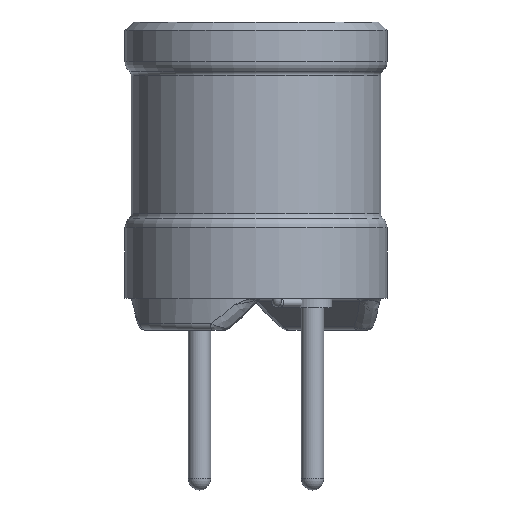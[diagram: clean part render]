
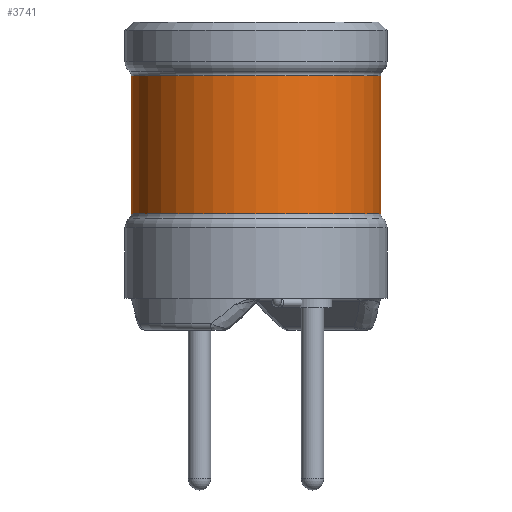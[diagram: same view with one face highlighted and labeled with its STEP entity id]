
A CAD part, front view. The second image highlights one B-rep face of the part: STEP entity #3741.
In plain terms, the highlighted cylindrical face has radius 3.9 mm (diameter 7.8 mm), a full revolution.
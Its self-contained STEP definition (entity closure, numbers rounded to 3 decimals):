
#141=CYLINDRICAL_SURFACE('',#3984,3.9);
#213=CIRCLE('',#3983,3.9);
#214=CIRCLE('',#3985,3.9);
#1143=ORIENTED_EDGE('',*,*,#1525,.T.);
#1144=ORIENTED_EDGE('',*,*,#1524,.F.);
#1524=EDGE_CURVE('',#1788,#1788,#213,.T.);
#1525=EDGE_CURVE('',#1789,#1789,#214,.T.);
#1788=VERTEX_POINT('',#9648);
#1789=VERTEX_POINT('',#9651);
#2249=EDGE_LOOP('',(#1143));
#2250=EDGE_LOOP('',(#1144));
#2495=FACE_BOUND('',#2249,.T.);
#2496=FACE_BOUND('',#2250,.T.);
#3741=ADVANCED_FACE('',(#2495,#2496),#141,.T.);
#3983=AXIS2_PLACEMENT_3D('',#9647,#4542,#4543);
#3984=AXIS2_PLACEMENT_3D('',#9649,#4544,#4545);
#3985=AXIS2_PLACEMENT_3D('',#9650,#4546,#4547);
#4542=DIRECTION('',(0.,0.,-1.));
#4543=DIRECTION('',(-1.,0.,0.));
#4544=DIRECTION('',(0.,0.,-1.));
#4545=DIRECTION('',(-1.,0.,0.));
#4546=DIRECTION('',(0.,0.,-1.));
#4547=DIRECTION('',(-1.,0.,0.));
#9647=CARTESIAN_POINT('',(0.,0.,0.447));
#9648=CARTESIAN_POINT('',(-3.9,0.,0.447));
#9649=CARTESIAN_POINT('',(0.,0.,0.));
#9650=CARTESIAN_POINT('',(0.,0.,4.753));
#9651=CARTESIAN_POINT('',(-3.9,0.,4.753));
